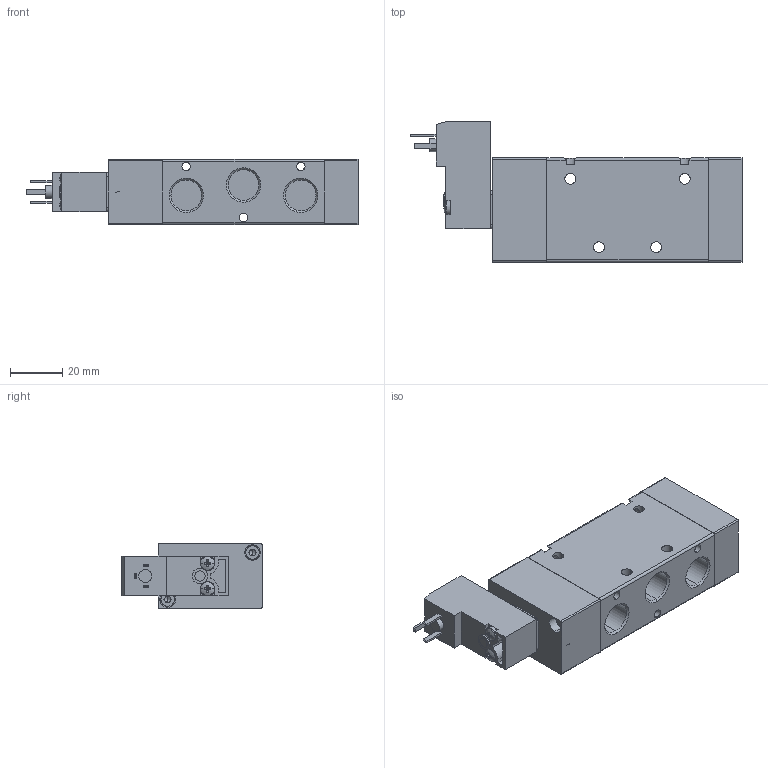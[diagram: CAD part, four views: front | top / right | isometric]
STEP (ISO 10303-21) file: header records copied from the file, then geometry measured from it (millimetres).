
FILE_DESCRIPTION (( 'STEP AP214' ), '1' );
FILE_NAME ('01_097_4.STEP', '2015-12-21T11:31:07', ( '' ), ( '' ), 'SwSTEP 2.0', 'SolidWorks 2016', '' );
FILE_SCHEMA (( 'AUTOMOTIVE_DESIGN' ));
Length unit declared in the file: millimetre
Products named in the file (1): 01_097_4
Bounding box: 127.6 x 53.9 x 25 mm (x, y, z)
Volume: 98402.6 mm3; surface area: 28466 mm2
Topology: 9 solids, 9 shells, 420 faces, 1014 edges, 628 vertices
Faces by surface type: plane 227, cylinder 96, cone 51, torus 20, bspline 20, sphere 6
Entity records: 14540 total; most frequent: CARTESIAN_POINT 3783, DIRECTION 2059, ORIENTED_EDGE 1990, EDGE_CURVE 995, AXIS2_PLACEMENT_3D 747, VERTEX_POINT 625, VECTOR 565, LINE 565
